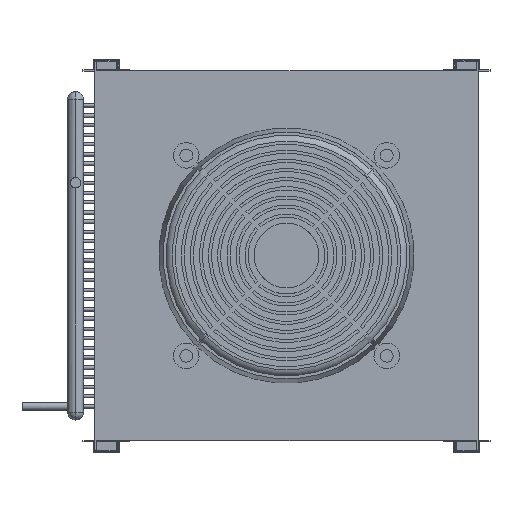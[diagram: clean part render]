
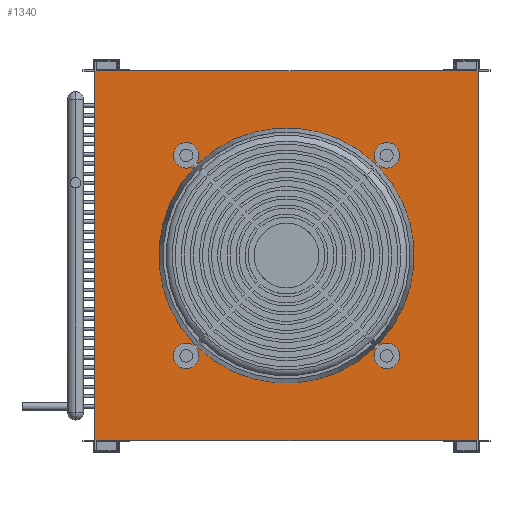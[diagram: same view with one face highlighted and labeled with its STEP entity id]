
A CAD part, top view. The second image highlights one B-rep face of the part: STEP entity #1340.
In plain terms, the highlighted planar face has unit normal (0, 0, 1).
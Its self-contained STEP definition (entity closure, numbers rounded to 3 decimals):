
#1340=ADVANCED_FACE('',(#2813,#2814),#2815,.T.);
#2813=FACE_BOUND('',#4350,.T.);
#2814=FACE_OUTER_BOUND('',#4351,.T.);
#2815=PLANE('',#4352);
#4350=EDGE_LOOP('',(#8564,#8565,#8566,#8567,#8568,#8569,#8570,#8571,#8572,#8573,#8574,#8575,#8576,#8577,#8578,#8579,#8580,#8581,#8582,#8583));
#4351=EDGE_LOOP('',(#8584,#8585,#8586,#8587));
#4352=AXIS2_PLACEMENT_3D('',#8588,#8589,#8590);
#8564=ORIENTED_EDGE('',*,*,#10505,.T.);
#8565=ORIENTED_EDGE('',*,*,#9530,.T.);
#8566=ORIENTED_EDGE('',*,*,#10503,.T.);
#8567=ORIENTED_EDGE('',*,*,#10500,.T.);
#8568=ORIENTED_EDGE('',*,*,#10496,.T.);
#8569=ORIENTED_EDGE('',*,*,#10493,.T.);
#8570=ORIENTED_EDGE('',*,*,#9556,.T.);
#8571=ORIENTED_EDGE('',*,*,#10491,.T.);
#8572=ORIENTED_EDGE('',*,*,#10499,.T.);
#8573=ORIENTED_EDGE('',*,*,#10487,.T.);
#8574=ORIENTED_EDGE('',*,*,#10484,.T.);
#8575=ORIENTED_EDGE('',*,*,#9561,.T.);
#8576=ORIENTED_EDGE('',*,*,#10482,.T.);
#8577=ORIENTED_EDGE('',*,*,#9549,.T.);
#8578=ORIENTED_EDGE('',*,*,#10480,.T.);
#8579=ORIENTED_EDGE('',*,*,#10477,.T.);
#8580=ORIENTED_EDGE('',*,*,#9566,.T.);
#8581=ORIENTED_EDGE('',*,*,#10475,.T.);
#8582=ORIENTED_EDGE('',*,*,#9545,.T.);
#8583=ORIENTED_EDGE('',*,*,#10473,.T.);
#8584=ORIENTED_EDGE('',*,*,#10510,.T.);
#8585=ORIENTED_EDGE('',*,*,#10576,.T.);
#8586=ORIENTED_EDGE('',*,*,#10577,.T.);
#8587=ORIENTED_EDGE('',*,*,#10578,.T.);
#8588=CARTESIAN_POINT('',(533.4,0.0,488.95));
#8589=DIRECTION('',(0.0,0.0,1.0));
#8590=DIRECTION('',(1.0,0.0,0.0));
#9530=EDGE_CURVE('',#11657,#11661,#11663,.T.);
#9545=EDGE_CURVE('',#11692,#11690,#11693,.T.);
#9549=EDGE_CURVE('',#11700,#11698,#11701,.T.);
#9556=EDGE_CURVE('',#11707,#11711,#11713,.T.);
#9561=EDGE_CURVE('',#11716,#11720,#11722,.T.);
#9566=EDGE_CURVE('',#11725,#11729,#11731,.T.);
#10473=EDGE_CURVE('',#11690,#13059,#13061,.T.);
#10475=EDGE_CURVE('',#11729,#11692,#13063,.T.);
#10477=EDGE_CURVE('',#13065,#11725,#13066,.T.);
#10480=EDGE_CURVE('',#11698,#13065,#13069,.T.);
#10482=EDGE_CURVE('',#11720,#11700,#13071,.T.);
#10484=EDGE_CURVE('',#13073,#11716,#13074,.T.);
#10487=EDGE_CURVE('',#13077,#13073,#13078,.T.);
#10491=EDGE_CURVE('',#11711,#13081,#13083,.T.);
#10493=EDGE_CURVE('',#13085,#11707,#13086,.T.);
#10496=EDGE_CURVE('',#13089,#13085,#13090,.T.);
#10499=EDGE_CURVE('',#13081,#13077,#13093,.T.);
#10500=EDGE_CURVE('',#13094,#13089,#13095,.T.);
#10503=EDGE_CURVE('',#11661,#13094,#13098,.T.);
#10505=EDGE_CURVE('',#13059,#11657,#13100,.T.);
#10510=EDGE_CURVE('',#13102,#13107,#13109,.T.);
#10576=EDGE_CURVE('',#13107,#13175,#13176,.T.);
#10577=EDGE_CURVE('',#13175,#13177,#13178,.T.);
#10578=EDGE_CURVE('',#13177,#13102,#13179,.T.);
#11657=VERTEX_POINT('',#15600);
#11661=VERTEX_POINT('',#15605);
#11663=CIRCLE('',#15608,35.56);
#11690=VERTEX_POINT('',#15673);
#11692=VERTEX_POINT('',#15676);
#11693=CIRCLE('',#15677,355.6);
#11698=VERTEX_POINT('',#15683);
#11700=VERTEX_POINT('',#15686);
#11701=CIRCLE('',#15687,355.6);
#11707=VERTEX_POINT('',#15694);
#11711=VERTEX_POINT('',#15699);
#11713=CIRCLE('',#15702,35.56);
#11716=VERTEX_POINT('',#15705);
#11720=VERTEX_POINT('',#15710);
#11722=CIRCLE('',#15713,35.56);
#11725=VERTEX_POINT('',#15716);
#11729=VERTEX_POINT('',#15721);
#11731=CIRCLE('',#15724,35.56);
#13059=VERTEX_POINT('',#19340);
#13061=LINE('',#19343,#19344);
#13063=LINE('',#19346,#19347);
#13065=VERTEX_POINT('',#19349);
#13066=CIRCLE('',#19350,35.56);
#13069=LINE('',#19354,#19355);
#13071=LINE('',#19357,#19358);
#13073=VERTEX_POINT('',#19360);
#13074=CIRCLE('',#19361,35.56);
#13077=VERTEX_POINT('',#19365);
#13078=LINE('',#19366,#19367);
#13081=VERTEX_POINT('',#19371);
#13083=LINE('',#19374,#19375);
#13085=VERTEX_POINT('',#19377);
#13086=CIRCLE('',#19378,35.56);
#13089=VERTEX_POINT('',#19382);
#13090=LINE('',#19383,#19384);
#13093=CIRCLE('',#19388,355.6);
#13094=VERTEX_POINT('',#19389);
#13095=CIRCLE('',#19390,355.6);
#13098=LINE('',#19394,#19395);
#13100=CIRCLE('',#19397,35.56);
#13102=VERTEX_POINT('',#19399);
#13107=VERTEX_POINT('',#19406);
#13109=LINE('',#19409,#19410);
#13175=VERTEX_POINT('',#19476);
#13176=LINE('',#19477,#19478);
#13177=VERTEX_POINT('',#19479);
#13178=LINE('',#19480,#19481);
#13179=LINE('',#19482,#19483);
#15600=CARTESIAN_POINT('',(229.149,-304.251,488.95));
#15605=CARTESIAN_POINT('',(274.808,-250.06,488.95));
#15608=AXIS2_PLACEMENT_3D('',#20216,#20217,#20218);
#15673=CARTESIAN_POINT('',(286.255,-255.677,488.95));
#15676=CARTESIAN_POINT('',(780.545,-255.677,488.95));
#15677=AXIS2_PLACEMENT_3D('',#20240,#20241,#20242);
#15683=CARTESIAN_POINT('',(789.077,-247.145,488.95));
#15686=CARTESIAN_POINT('',(789.077,247.145,488.95));
#15687=AXIS2_PLACEMENT_3D('',#20248,#20249,#20250);
#15694=CARTESIAN_POINT('',(229.149,304.251,488.95));
#15699=CARTESIAN_POINT('',(283.34,258.592,488.95));
#15702=AXIS2_PLACEMENT_3D('',#20260,#20261,#20262);
#15705=CARTESIAN_POINT('',(837.651,304.251,488.95));
#15710=CARTESIAN_POINT('',(791.992,250.06,488.95));
#15713=AXIS2_PLACEMENT_3D('',#20268,#20269,#20270);
#15716=CARTESIAN_POINT('',(837.651,-304.251,488.95));
#15721=CARTESIAN_POINT('',(783.46,-258.592,488.95));
#15724=AXIS2_PLACEMENT_3D('',#20276,#20277,#20278);
#19340=CARTESIAN_POINT('',(283.34,-258.592,488.95));
#19343=CARTESIAN_POINT('',(537.666,-4.266,488.95));
#19344=VECTOR('',#21377,25.4);
#19346=CARTESIAN_POINT('',(529.134,-4.266,488.95));
#19347=VECTOR('',#21378,25.4);
#19349=CARTESIAN_POINT('',(791.992,-250.06,488.95));
#19350=AXIS2_PLACEMENT_3D('',#21379,#21380,#21381);
#19354=CARTESIAN_POINT('',(537.666,4.266,488.95));
#19355=VECTOR('',#21383,25.4);
#19357=CARTESIAN_POINT('',(537.666,-4.266,488.95));
#19358=VECTOR('',#21384,25.4);
#19360=CARTESIAN_POINT('',(783.46,258.592,488.95));
#19361=AXIS2_PLACEMENT_3D('',#21385,#21386,#21387);
#19365=CARTESIAN_POINT('',(780.545,255.677,488.95));
#19366=CARTESIAN_POINT('',(529.134,4.266,488.95));
#19367=VECTOR('',#21389,25.4);
#19371=CARTESIAN_POINT('',(286.255,255.677,488.95));
#19374=CARTESIAN_POINT('',(537.666,4.266,488.95));
#19375=VECTOR('',#21392,25.4);
#19377=CARTESIAN_POINT('',(274.808,250.06,488.95));
#19378=AXIS2_PLACEMENT_3D('',#21393,#21394,#21395);
#19382=CARTESIAN_POINT('',(277.723,247.145,488.95));
#19383=CARTESIAN_POINT('',(529.134,-4.266,488.95));
#19384=VECTOR('',#21397,25.4);
#19388=AXIS2_PLACEMENT_3D('',#21399,#21400,#21401);
#19389=CARTESIAN_POINT('',(277.723,-247.145,488.95));
#19390=AXIS2_PLACEMENT_3D('',#21402,#21403,#21404);
#19394=CARTESIAN_POINT('',(529.134,4.266,488.95));
#19395=VECTOR('',#21406,25.4);
#19397=AXIS2_PLACEMENT_3D('',#21407,#21408,#21409);
#19399=CARTESIAN_POINT('',(1066.8,-514.35,488.95));
#19406=CARTESIAN_POINT('',(1066.8,514.35,488.95));
#19409=CARTESIAN_POINT('',(1066.8,0.0,488.95));
#19410=VECTOR('',#21413,25.4);
#19476=CARTESIAN_POINT('',(0.0,514.35,488.95));
#19477=CARTESIAN_POINT('',(533.4,514.35,488.95));
#19478=VECTOR('',#21510,25.4);
#19479=CARTESIAN_POINT('',(0.0,-514.35,488.95));
#19480=CARTESIAN_POINT('',(0.0,0.0,488.95));
#19481=VECTOR('',#21511,25.4);
#19482=CARTESIAN_POINT('',(533.4,-514.35,488.95));
#19483=VECTOR('',#21512,25.4);
#20216=CARTESIAN_POINT('',(254.294,-279.106,488.95));
#20217=DIRECTION('',(0.0,0.0,-1.0));
#20218=DIRECTION('',(0.707,0.707,0.0));
#20240=CARTESIAN_POINT('',(533.4,0.0,488.95));
#20241=DIRECTION('',(0.0,0.0,-1.0));
#20242=DIRECTION('',(0.707,0.707,0.0));
#20248=CARTESIAN_POINT('',(533.4,0.0,488.95));
#20249=DIRECTION('',(0.0,0.0,-1.0));
#20250=DIRECTION('',(0.707,0.707,0.0));
#20260=CARTESIAN_POINT('',(254.294,279.106,488.95));
#20261=DIRECTION('',(0.0,0.0,-1.0));
#20262=DIRECTION('',(0.707,-0.707,0.0));
#20268=CARTESIAN_POINT('',(812.506,279.106,488.95));
#20269=DIRECTION('',(-0.0,0.0,-1.0));
#20270=DIRECTION('',(-0.707,-0.707,0.0));
#20276=CARTESIAN_POINT('',(812.506,-279.106,488.95));
#20277=DIRECTION('',(0.0,0.0,-1.0));
#20278=DIRECTION('',(-0.707,0.707,0.0));
#21377=DIRECTION('',(-0.707,-0.707,0.0));
#21378=DIRECTION('',(-0.707,0.707,0.0));
#21379=CARTESIAN_POINT('',(812.506,-279.106,488.95));
#21380=DIRECTION('',(0.0,0.0,-1.0));
#21381=DIRECTION('',(-0.707,0.707,0.0));
#21383=DIRECTION('',(0.707,-0.707,0.0));
#21384=DIRECTION('',(-0.707,-0.707,0.0));
#21385=CARTESIAN_POINT('',(812.506,279.106,488.95));
#21386=DIRECTION('',(-0.0,0.0,-1.0));
#21387=DIRECTION('',(-0.707,-0.707,0.0));
#21389=DIRECTION('',(0.707,0.707,0.0));
#21392=DIRECTION('',(0.707,-0.707,0.0));
#21393=CARTESIAN_POINT('',(254.294,279.106,488.95));
#21394=DIRECTION('',(0.0,0.0,-1.0));
#21395=DIRECTION('',(0.707,-0.707,0.0));
#21397=DIRECTION('',(-0.707,0.707,0.0));
#21399=CARTESIAN_POINT('',(533.4,0.0,488.95));
#21400=DIRECTION('',(0.0,0.0,-1.0));
#21401=DIRECTION('',(0.707,0.707,0.0));
#21402=CARTESIAN_POINT('',(533.4,0.0,488.95));
#21403=DIRECTION('',(0.0,0.0,-1.0));
#21404=DIRECTION('',(0.707,0.707,0.0));
#21406=DIRECTION('',(0.707,0.707,0.0));
#21407=CARTESIAN_POINT('',(254.294,-279.106,488.95));
#21408=DIRECTION('',(0.0,0.0,-1.0));
#21409=DIRECTION('',(0.707,0.707,0.0));
#21413=DIRECTION('',(0.0,1.0,0.0));
#21510=DIRECTION('',(-1.0,0.0,0.0));
#21511=DIRECTION('',(0.0,-1.0,0.0));
#21512=DIRECTION('',(1.0,0.0,0.0));
